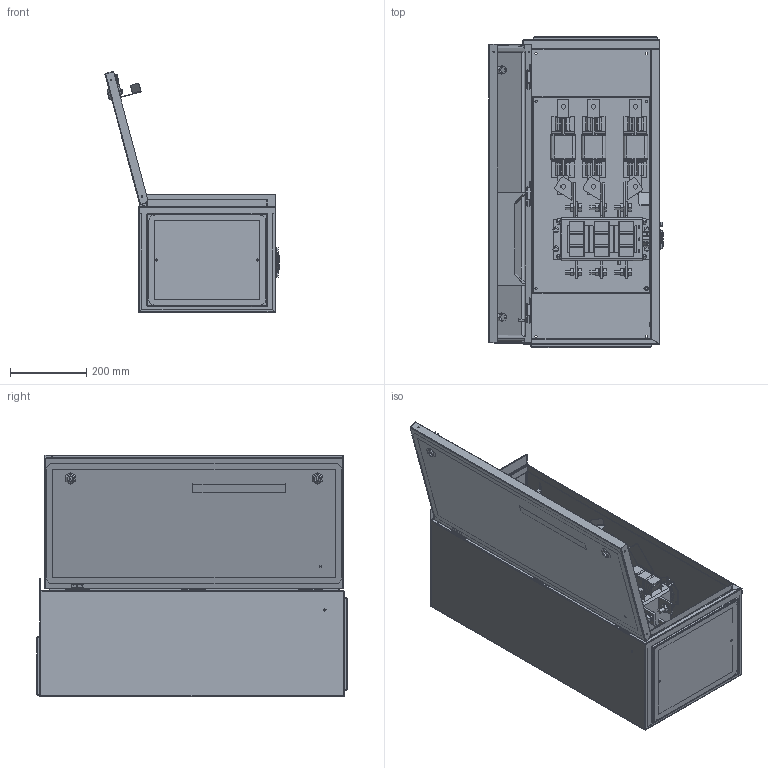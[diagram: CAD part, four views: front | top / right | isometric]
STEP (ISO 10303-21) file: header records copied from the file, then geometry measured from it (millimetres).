
FILE_DESCRIPTION (( 'STEP AP203' ), '1' );
FILE_NAME ('ÀÃÈÅ 314.00.000 Êîðïóñ ßÐÏ â ñáîðå 630À-2 íàïðàâëåíèÿ.STEP', '2022-02-09T13:26:28', ( '' ), ( '' ), 'SwSTEP 2.0', 'SolidWorks 2017', '' );
FILE_SCHEMA (( 'CONFIG_CONTROL_DESIGN' ));
Length unit declared in the file: millimetre
Products named in the file (153): Áîëò ÃÎÑÒ 7798 (ïîëíûé)_M6x20 (è £ ªàã¯­ë©); 烂扰 226.03.001 令觐忤磬_-07; Ãàéêà ÃÎÑÒ 5915; Øïèëüêà Ì6õ20 (2010); Çàêë¸ïêà âûòÿæíàÿ; 烂扰 226.02.005 鱼铍铌; 令腧 梦岩 7798 (镱腠); ÀÃÈÅ 226.00.001 Ïàíåëü ìîíòàæíàÿ; ﾘ琺矜 ﾃﾎﾑﾒ 11371; IEK 705.022; ÀÃÈÅ 226.06.000 ÑÁ Êðûøêà ëþ÷êà â ñáîðå_-07; ÀÃÈÅ 226.00.000 ÑÁ Êîðïóñ ìåòàëëè÷åñêèé ßÐÏ-õõõÀ_-07; Ãàéêà ÃÎÑÒ 5915_Œ10; IEK 705.024 (扻錝僝鍧); IEK 705.022_IEK 705.022-01; Çàêë¸ïêà ðåçüáîâàÿ FAR; 705.023 Îñü; ÀÃÈÅ 314.02.000 Ïàíåëü ìîíòàæíàÿ â ñáîðå_€ƒˆ… 314.02.000; Øïèëüêà Ì6õ20 (2010)_˜¯¨«ìª  Œ10å25; ÀÃÈÅ 226.00.002 Ïëàñòèíà èçîëÿöèîííàÿ_-01; 烂扰 226.05.002 需沐朦; ﾘ琺矜 ﾃﾎﾑﾒ 6402-70; Zamok; 烂扰 226.06.001 署赅 膻麝郷-01; ÀÃÈÅ 226.05.000 ÑÁ Çàïèðàòåëü â ñáîðå_-07; 烂扰 226.02.001 拟屦黖-04; 烂扰 226.06.001 署赅 膻麝郷-07; Áîëò ÃÎÑÒ 7798 (ïîëíûé)_M10x30 (è £ ªàã¯­ë©); ÀÃÈÅ 226.02.000 ÑÁ Äâåðü â ñáîðå_-07; 烂扰 226.02.005 鱼铍铌_-01; ÀÃÈÅ 226.00.002 Ïëàñòèíà èçîëÿöèîííàÿ; ÀÃÈÅ 226.06.001 Êðûøêà ëþ÷êà; Çàêë¸ïêà ðåçüáîâàÿ FAR_M6 (¢ëâï­ãâ ï ­  1,4 ¬¬); ﾘ琺矜 ﾃﾎﾑﾒ 6402-70_丐ｩ｡ 10; ÀÃÈÅ 314.02.002 Øèíà Â_˜¨­  ‚-630€; Çàêë¸ïêà âûòÿæíàÿ_4.8x8 (3,0 ... 4,0) (¯®¤ ¯¥â«î); Áîëò ÃÎÑÒ 7798 (ïîëíûé)_M8x20 (è £ ªàã¯­ë©); ﾘ琺矜 ﾃﾎﾑﾒ 6402-70_丐ｩ｡ 8 ヮ葬 6402-70; SRK41-211-630 Âûêëþ÷àòåëü-ðàçúåäèíèòåëü ÂÐ32È-39B71250 630À IEK; ÀÃÈÅ 314.00.000 Êîðïóñ ßÐÏ â ñáîðå 630À-2 íàïðàâëåíèÿ ...
Assembly tree (112 placements, depth 5):
  Ãàéêà ÃÎÑÒ 5915
  Øïèëüêà Ì6õ20 (2010)
  Ãàéêà ÃÎÑÒ 5915
  Øïèëüêà Ì6õ20 (2010)
  Çàêë¸ïêà âûòÿæíàÿ
Bounding box: 457.4 x 817 x 633.86 mm (x, y, z)
Volume: 7022610.6 mm3; surface area: 5061169.9 mm2
Topology: 131 solids, 131 shells, 5840 faces, 15100 edges, 9753 vertices
Faces by surface type: plane 3407, cylinder 1839, bspline 268, cone 186, torus 116, sphere 24
Entity records: 138532 total; most frequent: CARTESIAN_POINT 25710, DIRECTION 20495, ORIENTED_EDGE 20448, EDGE_CURVE 10224, LINE 6989, VECTOR 6989, AXIS2_PLACEMENT_3D 6753, VERTEX_POINT 6611
